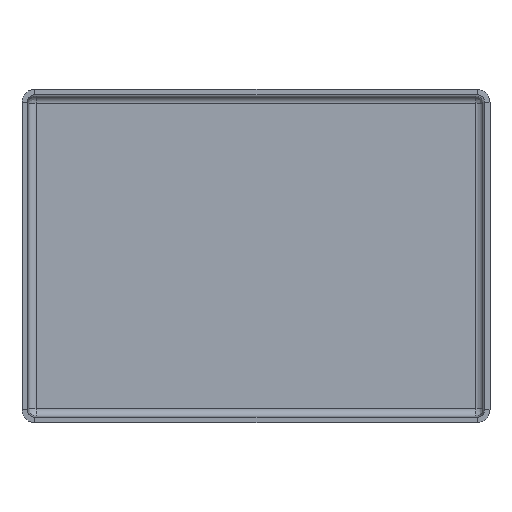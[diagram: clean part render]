
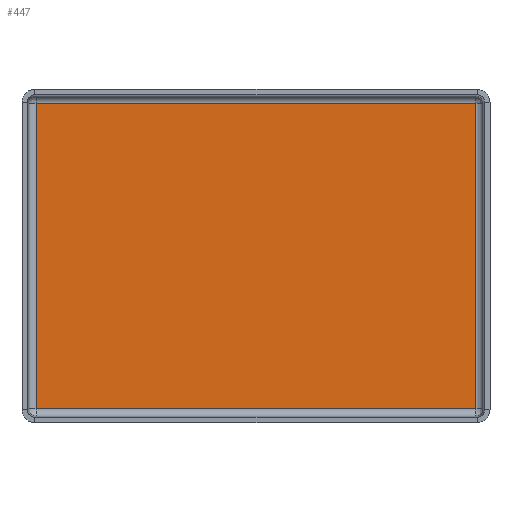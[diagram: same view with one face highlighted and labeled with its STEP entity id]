
A CAD part, front view. The second image highlights one B-rep face of the part: STEP entity #447.
In plain terms, the highlighted planar face has unit normal (0, -1, 0).
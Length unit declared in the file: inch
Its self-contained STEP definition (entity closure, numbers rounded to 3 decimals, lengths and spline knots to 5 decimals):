
#106 = DIRECTION ( 'NONE',  ( 0., 0., -1. ) ) ;
#147 = VERTEX_POINT ( 'NONE', #1332 ) ;
#191 = CARTESIAN_POINT ( 'NONE',  ( 4.08361, 0.75, -2.83361 ) ) ;
#198 = VECTOR ( 'NONE', #265, 39.37008 ) ;
#216 = ORIENTED_EDGE ( 'NONE', *, *, #1120, .F. ) ;
#258 = CARTESIAN_POINT ( 'NONE',  ( 4.08361, 0.75, 2.82279 ) ) ;
#262 = LINE ( 'NONE', #258, #522 ) ;
#265 = DIRECTION ( 'NONE',  ( 0., 0., 1. ) ) ;
#276 = ORIENTED_EDGE ( 'NONE', *, *, #859, .F. ) ;
#279 = VECTOR ( 'NONE', #748, 39.37008 ) ;
#284 = CARTESIAN_POINT ( 'NONE',  ( 4.07279, 0.75, 2.82279 ) ) ;
#293 = VERTEX_POINT ( 'NONE', #191 ) ;
#339 = ORIENTED_EDGE ( 'NONE', *, *, #613, .F. ) ;
#384 = DIRECTION ( 'NONE',  ( 0., 1., 0. ) ) ;
#447 = ADVANCED_FACE ( 'NONE', ( #666 ), #789, .F. ) ;
#484 = VECTOR ( 'NONE', #592, 39.37008 ) ;
#522 = VECTOR ( 'NONE', #106, 39.37008 ) ;
#592 = DIRECTION ( 'NONE',  ( 1., 0., 0. ) ) ;
#613 = EDGE_CURVE ( 'NONE', #1271, #147, #810, .T. ) ;
#624 = CARTESIAN_POINT ( 'NONE',  ( -4.08361, 0.75, 2.82279 ) ) ;
#666 = FACE_OUTER_BOUND ( 'NONE', #905, .T. ) ;
#748 = DIRECTION ( 'NONE',  ( -1., 0., 0. ) ) ;
#789 = PLANE ( 'NONE',  #1293 ) ;
#810 = LINE ( 'NONE', #624, #198 ) ;
#859 = EDGE_CURVE ( 'NONE', #293, #1271, #1111, .T. ) ;
#905 = EDGE_LOOP ( 'NONE', ( #216, #986, #339, #276 ) ) ;
#986 = ORIENTED_EDGE ( 'NONE', *, *, #1170, .F. ) ;
#996 = CARTESIAN_POINT ( 'NONE',  ( 4.07279, 0.75, 2.83361 ) ) ;
#1021 = CARTESIAN_POINT ( 'NONE',  ( -4.08361, 0.75, -2.83361 ) ) ;
#1029 = CARTESIAN_POINT ( 'NONE',  ( 4.07279, 0.75, -2.83361 ) ) ;
#1111 = LINE ( 'NONE', #1029, #279 ) ;
#1118 = DIRECTION ( 'NONE',  ( 0., 0., 1. ) ) ;
#1120 = EDGE_CURVE ( 'NONE', #1253, #293, #262, .T. ) ;
#1170 = EDGE_CURVE ( 'NONE', #147, #1253, #1314, .T. ) ;
#1253 = VERTEX_POINT ( 'NONE', #1331 ) ;
#1271 = VERTEX_POINT ( 'NONE', #1021 ) ;
#1293 = AXIS2_PLACEMENT_3D ( 'NONE', #284, #384, #1118 ) ;
#1314 = LINE ( 'NONE', #996, #484 ) ;
#1331 = CARTESIAN_POINT ( 'NONE',  ( 4.08361, 0.75, 2.83361 ) ) ;
#1332 = CARTESIAN_POINT ( 'NONE',  ( -4.08361, 0.75, 2.83361 ) ) ;
